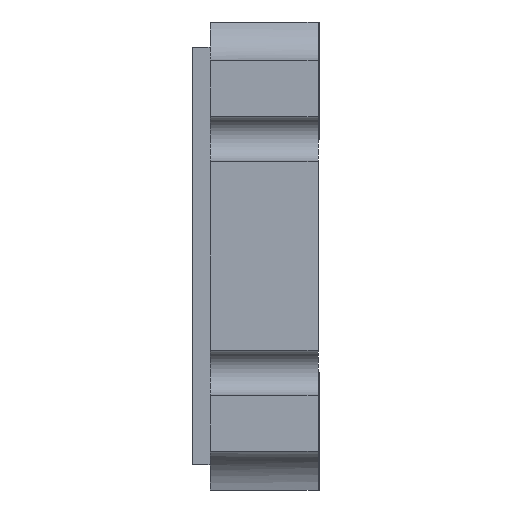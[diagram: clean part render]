
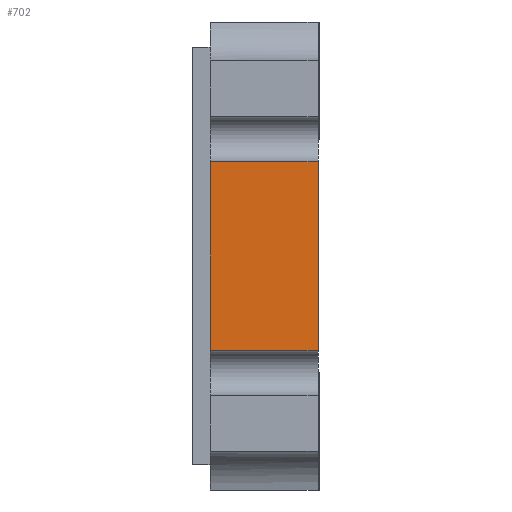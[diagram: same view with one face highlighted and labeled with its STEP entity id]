
A CAD part, left-side view. The second image highlights one B-rep face of the part: STEP entity #702.
In plain terms, the highlighted planar face has unit normal (-1, 0, 0).
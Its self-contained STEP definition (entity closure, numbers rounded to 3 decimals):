
#136 = VECTOR ( 'NONE', #423, 1000. ) ;
#230 = PLANE ( 'NONE',  #310 ) ;
#310 = AXIS2_PLACEMENT_3D ( 'NONE', #1107, #584, #2100 ) ;
#312 = EDGE_CURVE ( 'NONE', #2703, #1064, #2161, .T. ) ;
#423 = DIRECTION ( 'NONE',  ( 0., 0., 1. ) ) ;
#527 = LINE ( 'NONE', #765, #1650 ) ;
#584 = DIRECTION ( 'NONE',  ( 1., 0., 0. ) ) ;
#702 = ADVANCED_FACE ( 'NONE', ( #2977 ), #230, .F. ) ;
#744 = LINE ( 'NONE', #1491, #1008 ) ;
#747 = CARTESIAN_POINT ( 'NONE',  ( -3.75, 1.2, 1.05 ) ) ;
#765 = CARTESIAN_POINT ( 'NONE',  ( -3.75, 1.2, -1.05 ) ) ;
#992 = DIRECTION ( 'NONE',  ( 0., 0., 1. ) ) ;
#1008 = VECTOR ( 'NONE', #992, 1000. ) ;
#1054 = ORIENTED_EDGE ( 'NONE', *, *, #2931, .T. ) ;
#1064 = VERTEX_POINT ( 'NONE', #2806 ) ;
#1107 = CARTESIAN_POINT ( 'NONE',  ( -3.75, 1.2, -1.05 ) ) ;
#1137 = CARTESIAN_POINT ( 'NONE',  ( -3.75, 1.2, -1.05 ) ) ;
#1381 = VERTEX_POINT ( 'NONE', #2317 ) ;
#1455 = EDGE_CURVE ( 'NONE', #1381, #2980, #744, .T. ) ;
#1491 = CARTESIAN_POINT ( 'NONE',  ( -3.75, 0., -1.05 ) ) ;
#1495 = DIRECTION ( 'NONE',  ( 0., -1., 0. ) ) ;
#1650 = VECTOR ( 'NONE', #1495, 1000. ) ;
#1759 = CARTESIAN_POINT ( 'NONE',  ( -3.75, 1.2, -1.05 ) ) ;
#1803 = VECTOR ( 'NONE', #2125, 1000. ) ;
#1835 = EDGE_LOOP ( 'NONE', ( #2680, #3036, #1839, #1054 ) ) ;
#1839 = ORIENTED_EDGE ( 'NONE', *, *, #312, .F. ) ;
#2100 = DIRECTION ( 'NONE',  ( 0., 0., -1. ) ) ;
#2125 = DIRECTION ( 'NONE',  ( 0., -1., 0. ) ) ;
#2161 = LINE ( 'NONE', #1137, #136 ) ;
#2317 = CARTESIAN_POINT ( 'NONE',  ( -3.75, 0., -1.05 ) ) ;
#2680 = ORIENTED_EDGE ( 'NONE', *, *, #1455, .T. ) ;
#2703 = VERTEX_POINT ( 'NONE', #1759 ) ;
#2777 = CARTESIAN_POINT ( 'NONE',  ( -3.75, 0., 1.05 ) ) ;
#2806 = CARTESIAN_POINT ( 'NONE',  ( -3.75, 1.2, 1.05 ) ) ;
#2810 = EDGE_CURVE ( 'NONE', #1064, #2980, #2981, .T. ) ;
#2931 = EDGE_CURVE ( 'NONE', #2703, #1381, #527, .T. ) ;
#2977 = FACE_OUTER_BOUND ( 'NONE', #1835, .T. ) ;
#2980 = VERTEX_POINT ( 'NONE', #2777 ) ;
#2981 = LINE ( 'NONE', #747, #1803 ) ;
#3036 = ORIENTED_EDGE ( 'NONE', *, *, #2810, .F. ) ;
